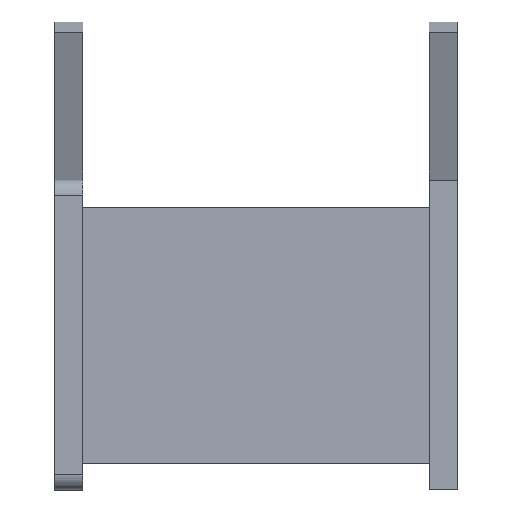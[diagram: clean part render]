
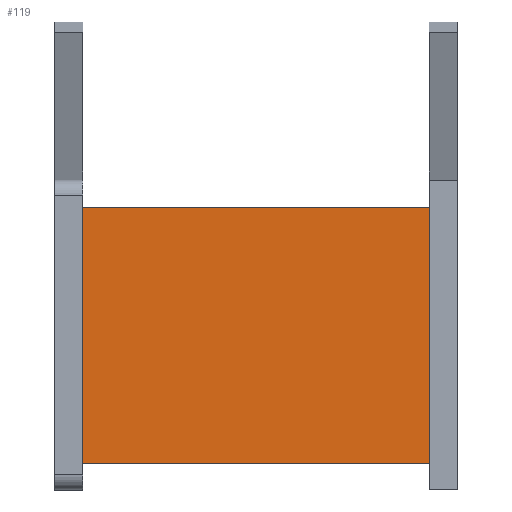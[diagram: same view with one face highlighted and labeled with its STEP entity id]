
A CAD part, front view. The second image highlights one B-rep face of the part: STEP entity #119.
In plain terms, the highlighted planar face has unit normal (0, -1, 0).
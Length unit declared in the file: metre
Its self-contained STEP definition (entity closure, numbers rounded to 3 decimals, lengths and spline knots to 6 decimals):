
#119 = ADVANCED_FACE( '', ( #189 ), #190, .T. );
#189 = FACE_OUTER_BOUND( '', #255, .T. );
#190 = PLANE( '', #256 );
#255 = EDGE_LOOP( '', ( #346, #347, #348, #349, #350, #351, #352, #353 ) );
#256 = AXIS2_PLACEMENT_3D( '', #354, #355, #356 );
#346 = ORIENTED_EDGE( '', *, *, #462, .F. );
#347 = ORIENTED_EDGE( '', *, *, #470, .T. );
#348 = ORIENTED_EDGE( '', *, *, #455, .T. );
#349 = ORIENTED_EDGE( '', *, *, #471, .T. );
#350 = ORIENTED_EDGE( '', *, *, #472, .T. );
#351 = ORIENTED_EDGE( '', *, *, #465, .T. );
#352 = ORIENTED_EDGE( '', *, *, #473, .F. );
#353 = ORIENTED_EDGE( '', *, *, #474, .T. );
#354 = CARTESIAN_POINT( '', ( 0., -0.0111, 0. ) );
#355 = DIRECTION( '', ( 0., -1., 0. ) );
#356 = DIRECTION( '', ( 1., 0., 0. ) );
#455 = EDGE_CURVE( '', #663, #664, #665, .T. );
#462 = EDGE_CURVE( '', #675, #677, #678, .T. );
#465 = EDGE_CURVE( '', #681, #682, #683, .T. );
#470 = EDGE_CURVE( '', #675, #663, #690, .T. );
#471 = EDGE_CURVE( '', #664, #691, #692, .T. );
#472 = EDGE_CURVE( '', #691, #681, #693, .T. );
#473 = EDGE_CURVE( '', #694, #682, #695, .T. );
#474 = EDGE_CURVE( '', #694, #677, #696, .T. );
#663 = VERTEX_POINT( '', #767 );
#664 = VERTEX_POINT( '', #768 );
#665 = LINE( '', #769, #770 );
#675 = VERTEX_POINT( '', #784 );
#677 = VERTEX_POINT( '', #787 );
#678 = LINE( '', #788, #789 );
#681 = VERTEX_POINT( '', #793 );
#682 = VERTEX_POINT( '', #794 );
#683 = CIRCLE( '', #795, 0.01 );
#690 = CIRCLE( '', #804, 0.01 );
#691 = VERTEX_POINT( '', #805 );
#692 = CIRCLE( '', #806, 0.01 );
#693 = LINE( '', #807, #808 );
#694 = VERTEX_POINT( '', #809 );
#695 = LINE( '', #810, #811 );
#696 = CIRCLE( '', #812, 0.01 );
#767 = CARTESIAN_POINT( '', ( 0.13, -0.0111, -0.0725 ) );
#768 = CARTESIAN_POINT( '', ( 0.13, -0.0111, 0.0725 ) );
#769 = CARTESIAN_POINT( '', ( 0.13, -0.0111, 0. ) );
#770 = VECTOR( '', #922, 1. );
#784 = CARTESIAN_POINT( '', ( 0.12, -0.0111, -0.0825 ) );
#787 = CARTESIAN_POINT( '', ( -0.12, -0.0111, -0.0825 ) );
#788 = CARTESIAN_POINT( '', ( 0., -0.0111, -0.0825 ) );
#789 = VECTOR( '', #928, 1. );
#793 = CARTESIAN_POINT( '', ( -0.12, -0.0111, 0.0825 ) );
#794 = CARTESIAN_POINT( '', ( -0.13, -0.0111, 0.0725 ) );
#795 = AXIS2_PLACEMENT_3D( '', #930, #931, #932 );
#804 = AXIS2_PLACEMENT_3D( '', #938, #939, #940 );
#805 = CARTESIAN_POINT( '', ( 0.12, -0.0111, 0.0825 ) );
#806 = AXIS2_PLACEMENT_3D( '', #941, #942, #943 );
#807 = CARTESIAN_POINT( '', ( 0., -0.0111, 0.0825 ) );
#808 = VECTOR( '', #944, 1. );
#809 = CARTESIAN_POINT( '', ( -0.13, -0.0111, -0.0725 ) );
#810 = CARTESIAN_POINT( '', ( -0.13, -0.0111, 0. ) );
#811 = VECTOR( '', #945, 1. );
#812 = AXIS2_PLACEMENT_3D( '', #946, #947, #948 );
#922 = DIRECTION( '', ( 0., 0., 1. ) );
#928 = DIRECTION( '', ( -1., 0., 0. ) );
#930 = CARTESIAN_POINT( '', ( -0.12, -0.0111, 0.0725 ) );
#931 = DIRECTION( '', ( 0., -1., 0. ) );
#932 = DIRECTION( '', ( 0., 0., -1. ) );
#938 = CARTESIAN_POINT( '', ( 0.12, -0.0111, -0.0725 ) );
#939 = DIRECTION( '', ( 0., -1., 0. ) );
#940 = DIRECTION( '', ( 0., 0., -1. ) );
#941 = CARTESIAN_POINT( '', ( 0.12, -0.0111, 0.0725 ) );
#942 = DIRECTION( '', ( 0., -1., 0. ) );
#943 = DIRECTION( '', ( 0., 0., -1. ) );
#944 = DIRECTION( '', ( -1., 0., 0. ) );
#945 = DIRECTION( '', ( 0., 0., 1. ) );
#946 = CARTESIAN_POINT( '', ( -0.12, -0.0111, -0.0725 ) );
#947 = DIRECTION( '', ( 0., -1., 0. ) );
#948 = DIRECTION( '', ( 0., 0., -1. ) );
